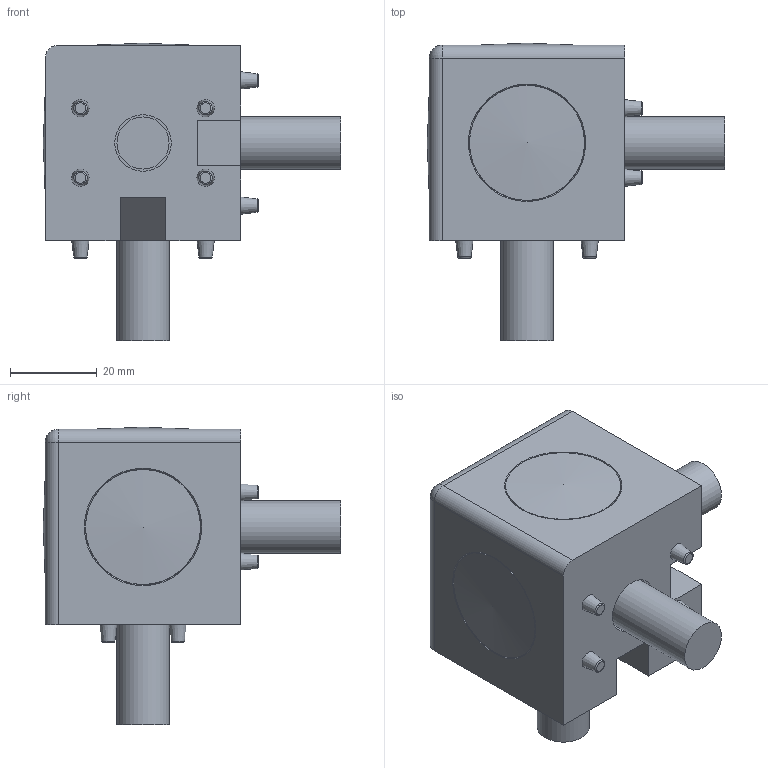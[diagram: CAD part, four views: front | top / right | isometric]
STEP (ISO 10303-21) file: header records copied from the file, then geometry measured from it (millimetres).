
FILE_DESCRIPTION(/* description */ ('STEP AP214'),/* implementation_level */ '2;1');
FILE_NAME(/* name */ '093WW454N10RS',/* time_stamp */ '2022-09-30T13:28:01+02:00',/* author */ ('License CC BY-ND 4.0'),/* organization */ ('CADENAS'),/* preprocessor_version */ 'ST-DEVELOPER v18.102',/* originating_system */ 'PARTsolutions',/* authorisation */ ' ');
FILE_SCHEMA (('AUTOMOTIVE_DESIGN {1 0 10303 214 3 1 1}'));
Length unit declared in the file: millimetre
Products named in the file (4): 093WW454N10RS; 093WW454N10RS_cap; 093WW454N10RS_screw; 093WW454N10RS_body
Assembly tree (7 placements, depth 2):
  093WW454N10RS
    093WW454N10RS_cap  x3
    093WW454N10RS_screw  x3
    093WW454N10RS_body
Bounding box: 68.45 x 68.45 x 68.45 mm (x, y, z)
Volume: 73080.1 mm3; surface area: 28303.8 mm2
Topology: 7 solids, 7 shells, 379 faces, 1014 edges, 668 vertices
Faces by surface type: plane 231, cylinder 90, cone 33, torus 21, sphere 4
Full cylindrical faces by diameter (mm): 9.9 x3, 12 x3, 13 x3, 19.6 x3, 26.5 x3
Entity records: 5169 total; most frequent: CARTESIAN_POINT 1123, DIRECTION 794, ORIENTED_EDGE 758, EDGE_CURVE 379, AXIS2_PLACEMENT_3D 298, VERTEX_POINT 274, EDGE_LOOP 249, FACE_BOUND 249
